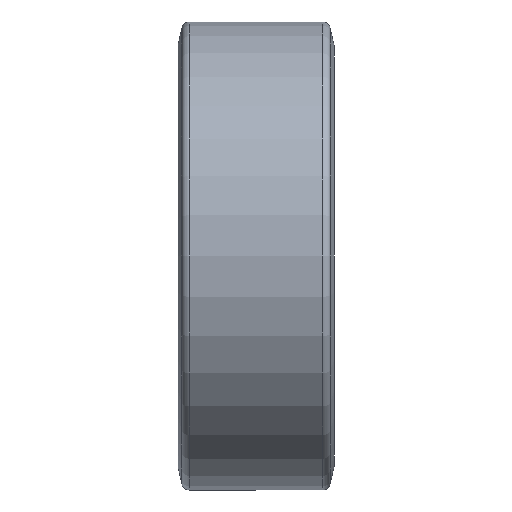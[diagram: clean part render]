
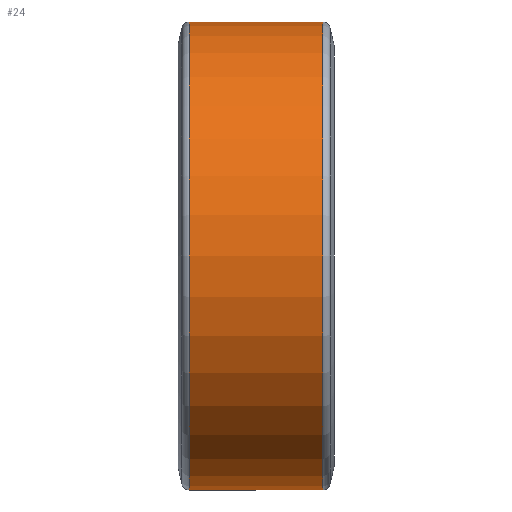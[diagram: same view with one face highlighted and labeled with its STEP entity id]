
A CAD part, front view. The second image highlights one B-rep face of the part: STEP entity #24.
In plain terms, the highlighted cylindrical face has radius 150 mm (diameter 300 mm), a partial arc.
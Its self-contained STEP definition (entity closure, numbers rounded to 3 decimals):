
#24 = ADVANCED_FACE ( 'NONE', ( #355 ), #402, .T. ) ;
#49 = DIRECTION ( 'NONE',  ( -1., 0., 0. ) ) ;
#53 = EDGE_CURVE ( 'NONE', #839, #62, #306, .T. ) ;
#61 = DIRECTION ( 'NONE',  ( 0., 0., 1. ) ) ;
#62 = VERTEX_POINT ( 'NONE', #269 ) ;
#99 = VECTOR ( 'NONE', #49, 1000. ) ;
#131 = EDGE_CURVE ( 'NONE', #295, #839, #587, .T. ) ;
#156 = ORIENTED_EDGE ( 'NONE', *, *, #492, .F. ) ;
#165 = DIRECTION ( 'NONE',  ( -1., 0., 0. ) ) ;
#192 = EDGE_CURVE ( 'NONE', #218, #62, #458, .T. ) ;
#218 = VERTEX_POINT ( 'NONE', #700 ) ;
#251 = ORIENTED_EDGE ( 'NONE', *, *, #53, .T. ) ;
#269 = CARTESIAN_POINT ( 'NONE',  ( 7.237, 0., 150. ) ) ;
#290 = AXIS2_PLACEMENT_3D ( 'NONE', #759, #828, #61 ) ;
#295 = VERTEX_POINT ( 'NONE', #494 ) ;
#301 = CARTESIAN_POINT ( 'NONE',  ( 92.763, 0., 150. ) ) ;
#306 = LINE ( 'NONE', #545, #99 ) ;
#324 = CARTESIAN_POINT ( 'NONE',  ( 0., 0., -150. ) ) ;
#346 = ORIENTED_EDGE ( 'NONE', *, *, #131, .T. ) ;
#355 = FACE_OUTER_BOUND ( 'NONE', #663, .T. ) ;
#356 = DIRECTION ( 'NONE',  ( 0., 0., 1. ) ) ;
#402 = CYLINDRICAL_SURFACE ( 'NONE', #471, 150. ) ;
#410 = DIRECTION ( 'NONE',  ( 0., 0., 1. ) ) ;
#413 = DIRECTION ( 'NONE',  ( -1., 0., 0. ) ) ;
#452 = AXIS2_PLACEMENT_3D ( 'NONE', #502, #774, #356 ) ;
#458 = CIRCLE ( 'NONE', #452, 150. ) ;
#471 = AXIS2_PLACEMENT_3D ( 'NONE', #889, #413, #410 ) ;
#492 = EDGE_CURVE ( 'NONE', #295, #218, #725, .T. ) ;
#494 = CARTESIAN_POINT ( 'NONE',  ( 92.763, 0., -150. ) ) ;
#502 = CARTESIAN_POINT ( 'NONE',  ( 7.237, 0., 0. ) ) ;
#545 = CARTESIAN_POINT ( 'NONE',  ( 0., 0., 150. ) ) ;
#556 = ORIENTED_EDGE ( 'NONE', *, *, #192, .F. ) ;
#587 = CIRCLE ( 'NONE', #290, 150. ) ;
#663 = EDGE_LOOP ( 'NONE', ( #156, #346, #251, #556 ) ) ;
#700 = CARTESIAN_POINT ( 'NONE',  ( 7.237, 0., -150. ) ) ;
#725 = LINE ( 'NONE', #324, #802 ) ;
#759 = CARTESIAN_POINT ( 'NONE',  ( 92.763, 0., 0. ) ) ;
#774 = DIRECTION ( 'NONE',  ( -1., 0., 0. ) ) ;
#802 = VECTOR ( 'NONE', #165, 1000. ) ;
#828 = DIRECTION ( 'NONE',  ( -1., 0., 0. ) ) ;
#839 = VERTEX_POINT ( 'NONE', #301 ) ;
#889 = CARTESIAN_POINT ( 'NONE',  ( 0., 0., 0. ) ) ;
